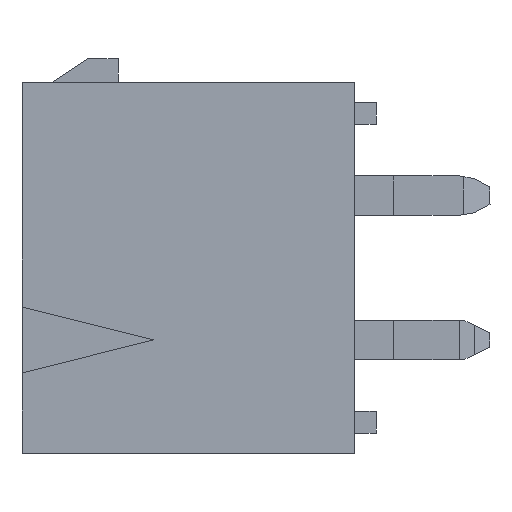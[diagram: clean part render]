
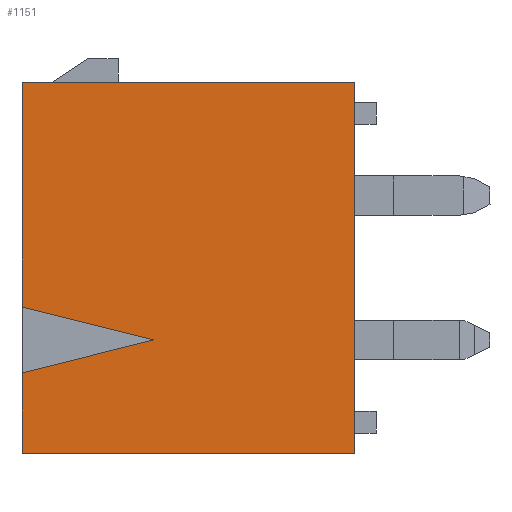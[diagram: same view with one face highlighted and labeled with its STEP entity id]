
A CAD part, left-side view. The second image highlights one B-rep face of the part: STEP entity #1151.
In plain terms, the highlighted planar face has unit normal (-1, 0, 0).
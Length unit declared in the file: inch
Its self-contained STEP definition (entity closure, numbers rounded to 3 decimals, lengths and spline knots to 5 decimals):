
#583 = VERTEX_POINT ( 'NONE', #2938 ) ;
#589 = VERTEX_POINT ( 'NONE', #2997 ) ;
#591 = EDGE_CURVE ( 'NONE', #589, #592, #2996, .T. ) ;
#592 = VERTEX_POINT ( 'NONE', #2992 ) ;
#662 = VERTEX_POINT ( 'NONE', #3085 ) ;
#664 = EDGE_CURVE ( 'NONE', #662, #583, #3084, .T. ) ;
#1088 = EDGE_LOOP ( 'NONE', ( #1152, #1155, #1157, #1158, #1160, #1161, #1139 ) ) ;
#1138 = EDGE_CURVE ( 'NONE', #12420, #592, #3859, .T. ) ;
#1139 = ORIENTED_EDGE ( 'NONE', *, *, #591, .F. ) ;
#1151 = ADVANCED_FACE ( 'NONE', ( #3898 ), #3897, .F. ) ;
#1152 = ORIENTED_EDGE ( 'NONE', *, *, #1153, .F. ) ;
#1153 = EDGE_CURVE ( 'NONE', #1154, #589, #3892, .T. ) ;
#1154 = VERTEX_POINT ( 'NONE', #3887 ) ;
#1155 = ORIENTED_EDGE ( 'NONE', *, *, #1156, .F. ) ;
#1156 = EDGE_CURVE ( 'NONE', #583, #1154, #3624, .T. ) ;
#1157 = ORIENTED_EDGE ( 'NONE', *, *, #664, .F. ) ;
#1158 = ORIENTED_EDGE ( 'NONE', *, *, #1159, .F. ) ;
#1159 = EDGE_CURVE ( 'NONE', #12423, #662, #3950, .T. ) ;
#1160 = ORIENTED_EDGE ( 'NONE', *, *, #12422, .T. ) ;
#1161 = ORIENTED_EDGE ( 'NONE', *, *, #1138, .T. ) ;
#2938 = CARTESIAN_POINT ( 'NONE',  ( -0.35625, 0.19, -0.12 ) ) ;
#2992 = CARTESIAN_POINT ( 'NONE',  ( -0.35625, 0.19, 0.212 ) ) ;
#2993 = DIRECTION ( 'NONE',  ( 0., 0., 1. ) ) ;
#2994 = VECTOR ( 'NONE', #2993, 39.37008 ) ;
#2995 = CARTESIAN_POINT ( 'NONE',  ( -0.35625, 0.19, -0.189 ) ) ;
#2996 = LINE ( 'NONE', #2995, #2994 ) ;
#2997 = CARTESIAN_POINT ( 'NONE',  ( -0.35625, 0.19, -0.045 ) ) ;
#3081 = DIRECTION ( 'NONE',  ( 0., 0., 1. ) ) ;
#3082 = VECTOR ( 'NONE', #3081, 39.37008 ) ;
#3083 = CARTESIAN_POINT ( 'NONE',  ( -0.35625, 0.19, -0.189 ) ) ;
#3084 = LINE ( 'NONE', #3083, #3082 ) ;
#3085 = CARTESIAN_POINT ( 'NONE',  ( -0.35625, 0.19, -0.212 ) ) ;
#3624 = LINE ( 'NONE', #3888, #3952 ) ;
#3856 = DIRECTION ( 'NONE',  ( 0., 1., 0. ) ) ;
#3857 = VECTOR ( 'NONE', #3856, 39.37008 ) ;
#3858 = CARTESIAN_POINT ( 'NONE',  ( -0.35625, -0.19, 0.212 ) ) ;
#3859 = LINE ( 'NONE', #3858, #3857 ) ;
#3887 = CARTESIAN_POINT ( 'NONE',  ( -0.35625, 0.04, -0.0825 ) ) ;
#3888 = CARTESIAN_POINT ( 'NONE',  ( -0.35625, 0.04, -0.0825 ) ) ;
#3889 = DIRECTION ( 'NONE',  ( 0., 0.97, 0.243 ) ) ;
#3890 = VECTOR ( 'NONE', #3889, 39.37008 ) ;
#3891 = CARTESIAN_POINT ( 'NONE',  ( -0.35625, 0.19, -0.045 ) ) ;
#3892 = LINE ( 'NONE', #3891, #3890 ) ;
#3893 = DIRECTION ( 'NONE',  ( 0., 0., -1. ) ) ;
#3894 = DIRECTION ( 'NONE',  ( 1., 0., 0. ) ) ;
#3895 = CARTESIAN_POINT ( 'NONE',  ( -0.35625, 0.19, -0.189 ) ) ;
#3896 = AXIS2_PLACEMENT_3D ( 'NONE', #3895, #3894, #3893 ) ;
#3897 = PLANE ( 'NONE',  #3896 ) ;
#3898 = FACE_OUTER_BOUND ( 'NONE', #1088, .T. ) ;
#3947 = DIRECTION ( 'NONE',  ( 0., 1., 0. ) ) ;
#3948 = VECTOR ( 'NONE', #3947, 39.37008 ) ;
#3949 = CARTESIAN_POINT ( 'NONE',  ( -0.35625, -0.19, -0.212 ) ) ;
#3950 = LINE ( 'NONE', #3949, #3948 ) ;
#3951 = DIRECTION ( 'NONE',  ( 0., -0.97, 0.243 ) ) ;
#3952 = VECTOR ( 'NONE', #3951, 39.37008 ) ;
#12420 = VERTEX_POINT ( 'NONE', #14248 ) ;
#12422 = EDGE_CURVE ( 'NONE', #12423, #12420, #14315, .T. ) ;
#12423 = VERTEX_POINT ( 'NONE', #14311 ) ;
#14248 = CARTESIAN_POINT ( 'NONE',  ( -0.35625, -0.19, 0.212 ) ) ;
#14311 = CARTESIAN_POINT ( 'NONE',  ( -0.35625, -0.19, -0.212 ) ) ;
#14312 = DIRECTION ( 'NONE',  ( 0., 0., 1. ) ) ;
#14313 = VECTOR ( 'NONE', #14312, 39.37008 ) ;
#14314 = CARTESIAN_POINT ( 'NONE',  ( -0.35625, -0.19, -0.189 ) ) ;
#14315 = LINE ( 'NONE', #14314, #14313 ) ;
